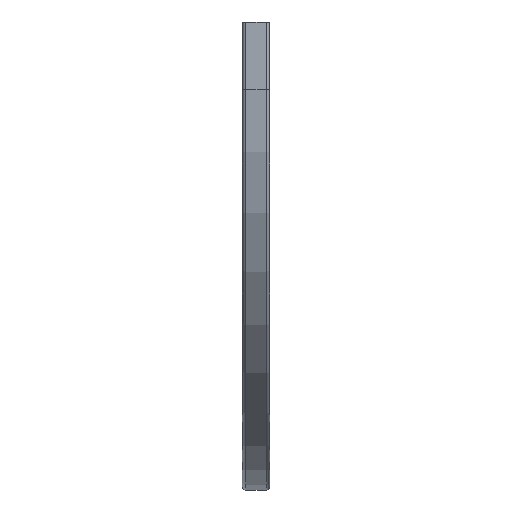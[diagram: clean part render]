
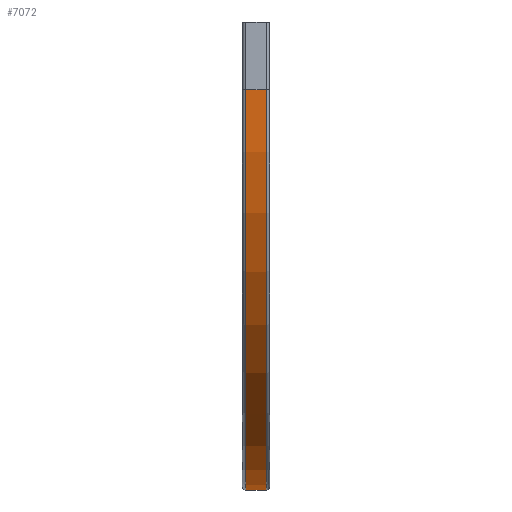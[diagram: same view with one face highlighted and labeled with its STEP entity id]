
A CAD part, left-side view. The second image highlights one B-rep face of the part: STEP entity #7072.
In plain terms, the highlighted cylindrical face has radius 885 mm (diameter 1770 mm), a partial arc.
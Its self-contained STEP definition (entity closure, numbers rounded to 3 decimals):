
#62 = ORIENTED_EDGE ( 'NONE', *, *, #6525, .F. ) ;
#534 = ORIENTED_EDGE ( 'NONE', *, *, #8493, .T. ) ;
#1467 = EDGE_CURVE ( 'NONE', #15544, #14827, #4600, .T. ) ;
#1724 = CARTESIAN_POINT ( 'NONE',  ( 600., 22.5, -1035. ) ) ;
#2018 = CARTESIAN_POINT ( 'NONE',  ( -285., -22.5, -150. ) ) ;
#2066 = ORIENTED_EDGE ( 'NONE', *, *, #8440, .F. ) ;
#4600 = LINE ( 'NONE', #7878, #8536 ) ;
#4791 = CARTESIAN_POINT ( 'NONE',  ( 600., -22.5, -1035. ) ) ;
#4827 = CYLINDRICAL_SURFACE ( 'NONE', #5790, 885. ) ;
#5723 = ORIENTED_EDGE ( 'NONE', *, *, #1467, .T. ) ;
#5790 = AXIS2_PLACEMENT_3D ( 'NONE', #8571, #8219, #8506 ) ;
#6525 = EDGE_CURVE ( 'NONE', #17407, #8666, #9480, .T. ) ;
#7072 = ADVANCED_FACE ( 'NONE', ( #16421 ), #4827, .T. ) ;
#7861 = DIRECTION ( 'NONE',  ( 0., 1., 0. ) ) ;
#7878 = CARTESIAN_POINT ( 'NONE',  ( -285., 6.791, -150. ) ) ;
#8173 = CARTESIAN_POINT ( 'NONE',  ( -285., 22.5, -150. ) ) ;
#8219 = DIRECTION ( 'NONE',  ( 0., 1., 0. ) ) ;
#8440 = EDGE_CURVE ( 'NONE', #8666, #14827, #16949, .T. ) ;
#8493 = EDGE_CURVE ( 'NONE', #17407, #15544, #8918, .T. ) ;
#8506 = DIRECTION ( 'NONE',  ( 1., 0., 0. ) ) ;
#8536 = VECTOR ( 'NONE', #7861, 1000. ) ;
#8571 = CARTESIAN_POINT ( 'NONE',  ( 600., 0., -150. ) ) ;
#8666 = VERTEX_POINT ( 'NONE', #1724 ) ;
#8918 = CIRCLE ( 'NONE', #17872, 885. ) ;
#9480 = LINE ( 'NONE', #16445, #13299 ) ;
#10552 = DIRECTION ( 'NONE',  ( 1., 0., 0. ) ) ;
#10611 = CARTESIAN_POINT ( 'NONE',  ( 600., -22.5, -150. ) ) ;
#10647 = DIRECTION ( 'NONE',  ( 0., 1., 0. ) ) ;
#11785 = DIRECTION ( 'NONE',  ( 1., 0., 0. ) ) ;
#12250 = DIRECTION ( 'NONE',  ( 0., 1., 0. ) ) ;
#12551 = CARTESIAN_POINT ( 'NONE',  ( 600., 22.5, -150. ) ) ;
#13299 = VECTOR ( 'NONE', #16306, 1000. ) ;
#14827 = VERTEX_POINT ( 'NONE', #8173 ) ;
#15544 = VERTEX_POINT ( 'NONE', #2018 ) ;
#16306 = DIRECTION ( 'NONE',  ( 0., 1., 0. ) ) ;
#16421 = FACE_OUTER_BOUND ( 'NONE', #18147, .T. ) ;
#16445 = CARTESIAN_POINT ( 'NONE',  ( 600., 6.791, -1035. ) ) ;
#16949 = CIRCLE ( 'NONE', #18182, 885. ) ;
#17407 = VERTEX_POINT ( 'NONE', #4791 ) ;
#17872 = AXIS2_PLACEMENT_3D ( 'NONE', #10611, #10647, #10552 ) ;
#18147 = EDGE_LOOP ( 'NONE', ( #62, #534, #5723, #2066 ) ) ;
#18182 = AXIS2_PLACEMENT_3D ( 'NONE', #12551, #12250, #11785 ) ;
